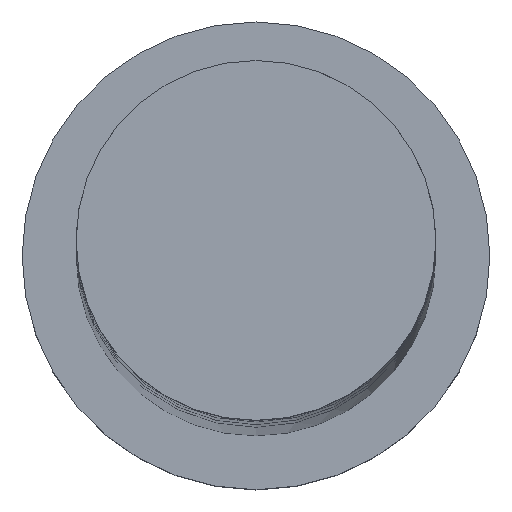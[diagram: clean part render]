
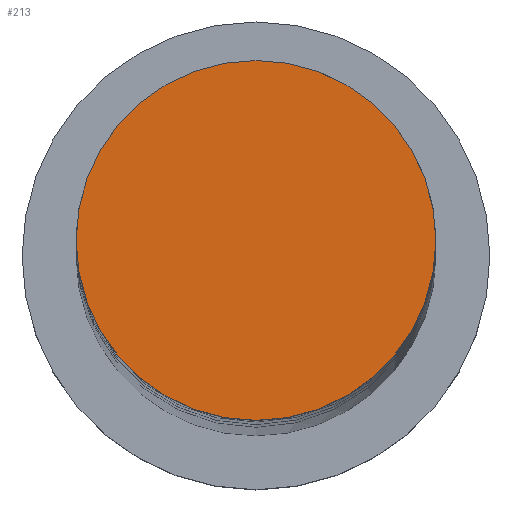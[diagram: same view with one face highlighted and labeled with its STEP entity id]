
A CAD part, top view. The second image highlights one B-rep face of the part: STEP entity #213.
In plain terms, the highlighted planar face has unit normal (0, 0, 1).
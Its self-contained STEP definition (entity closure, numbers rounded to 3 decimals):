
#88 = EDGE_CURVE ( 'NONE', #1029, #207, #1252, .T. ) ;
#207 = VERTEX_POINT ( 'NONE', #1865 ) ;
#213 = ADVANCED_FACE ( 'NONE', ( #1874 ), #405, .T. ) ;
#352 = DIRECTION ( 'NONE',  ( 1., 0., 0. ) ) ;
#405 = PLANE ( 'NONE',  #904 ) ;
#412 = DIRECTION ( 'NONE',  ( 0., 0., 1. ) ) ;
#471 = AXIS2_PLACEMENT_3D ( 'NONE', #854, #832, #1301 ) ;
#629 = ORIENTED_EDGE ( 'NONE', *, *, #1272, .T. ) ;
#832 = DIRECTION ( 'NONE',  ( 0., 0., 1. ) ) ;
#854 = CARTESIAN_POINT ( 'NONE',  ( 0., 0., 500. ) ) ;
#904 = AXIS2_PLACEMENT_3D ( 'NONE', #1082, #412, #1060 ) ;
#1008 = EDGE_LOOP ( 'NONE', ( #1162, #629 ) ) ;
#1029 = VERTEX_POINT ( 'NONE', #1589 ) ;
#1060 = DIRECTION ( 'NONE',  ( 1., 0., 0. ) ) ;
#1082 = CARTESIAN_POINT ( 'NONE',  ( 0., 0., 500. ) ) ;
#1151 = DIRECTION ( 'NONE',  ( 0., 0., 1. ) ) ;
#1162 = ORIENTED_EDGE ( 'NONE', *, *, #88, .T. ) ;
#1252 = CIRCLE ( 'NONE', #1324, 10. ) ;
#1272 = EDGE_CURVE ( 'NONE', #207, #1029, #2010, .T. ) ;
#1301 = DIRECTION ( 'NONE',  ( 1., 0., 0. ) ) ;
#1324 = AXIS2_PLACEMENT_3D ( 'NONE', #1847, #1151, #352 ) ;
#1589 = CARTESIAN_POINT ( 'NONE',  ( -10., 0., 500. ) ) ;
#1847 = CARTESIAN_POINT ( 'NONE',  ( 0., 0., 500. ) ) ;
#1865 = CARTESIAN_POINT ( 'NONE',  ( 10., 0., 500. ) ) ;
#1874 = FACE_OUTER_BOUND ( 'NONE', #1008, .T. ) ;
#2010 = CIRCLE ( 'NONE', #471, 10. ) ;
